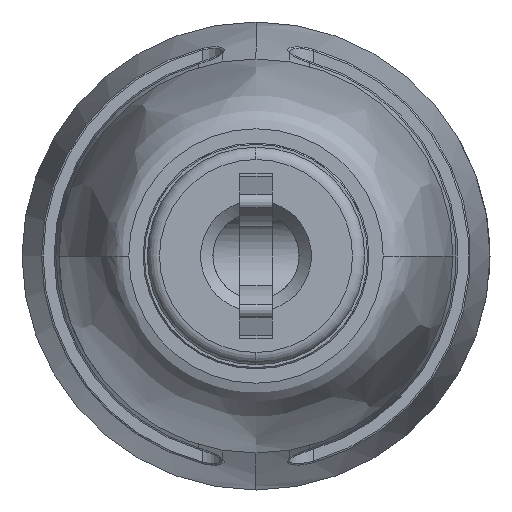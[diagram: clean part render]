
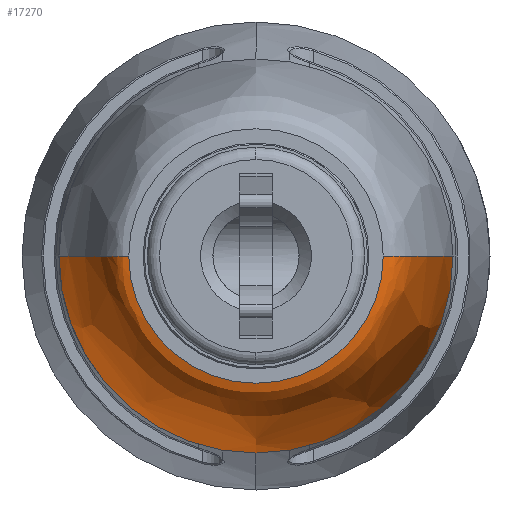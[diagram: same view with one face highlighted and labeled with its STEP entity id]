
A CAD part, left-side view. The second image highlights one B-rep face of the part: STEP entity #17270.
In plain terms, the highlighted free-form (B-spline) face has degree [3, 3] with [6, 4] control points.
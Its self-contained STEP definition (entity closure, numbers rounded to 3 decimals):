
#1076 = CARTESIAN_POINT ( 'NONE',  ( -5.178, -3.1, 0. ) ) ;
#1241 = CARTESIAN_POINT ( 'NONE',  ( -5.178, -3.1, 0. ) ) ;
#1493 = CARTESIAN_POINT ( 'NONE',  ( 0.153, -4.759, 0. ) ) ;
#1748 = CARTESIAN_POINT ( 'NONE',  ( 3.822, 4.8, 0. ) ) ;
#2209 = VERTEX_POINT ( 'NONE', #16617 ) ;
#2224 = CARTESIAN_POINT ( 'NONE',  ( 3.398, 4.8, 0. ) ) ;
#3565 = CIRCLE ( 'NONE', #12145, 3.1 ) ;
#4207 = EDGE_LOOP ( 'NONE', ( #21973, #21532, #26858, #10659, #36692 ) ) ;
#4394 = DIRECTION ( 'NONE',  ( 0., 0., 1. ) ) ;
#4532 = CARTESIAN_POINT ( 'NONE',  ( 0.153, 4.759, 0. ) ) ;
#4791 = CARTESIAN_POINT ( 'NONE',  ( -5.178, 3.1, 0. ) ) ;
#5793 = EDGE_CURVE ( 'NONE', #17393, #7942, #37758, .T. ) ;
#7495 = AXIS2_PLACEMENT_3D ( 'NONE', #31821, #34834, #19911 ) ;
#7575 = CARTESIAN_POINT ( 'NONE',  ( -3.247, -4.294, 0. ) ) ;
#7942 = VERTEX_POINT ( 'NONE', #11580 ) ;
#10068 = CARTESIAN_POINT ( 'NONE',  ( 0.153, -4.759, 0. ) ) ;
#10244 = CARTESIAN_POINT ( 'NONE',  ( -3.247, 4.294, 0. ) ) ;
#10336 = CARTESIAN_POINT ( 'NONE',  ( 3.822, -4.8, 0. ) ) ;
#10408 = DIRECTION ( 'NONE',  ( -1., 0., 0. ) ) ;
#10505 = CARTESIAN_POINT ( 'NONE',  ( 3.398, -4.8, 0. ) ) ;
#10633 = CARTESIAN_POINT ( 'NONE',  ( -5.178, 3.71, -7.421 ) ) ;
#10659 = ORIENTED_EDGE ( 'NONE', *, *, #21636, .F. ) ;
#11580 = CARTESIAN_POINT ( 'NONE',  ( -5.178, -3.1, 0. ) ) ;
#12145 = AXIS2_PLACEMENT_3D ( 'NONE', #34555, #10408, #13443 ) ;
#13099 = CARTESIAN_POINT ( 'NONE',  ( 3.822, 4.8, 0. ) ) ;
#13100 = CARTESIAN_POINT ( 'NONE',  ( -5.178, -3.71, 0. ) ) ;
#13443 = DIRECTION ( 'NONE',  ( 0., 0., 1. ) ) ;
#14407 = B_SPLINE_CURVE_WITH_KNOTS ( 'NONE', 3,
 ( #26634, #2224, #23337, #14512, #29423, #35636 ),
 .UNSPECIFIED., .F., .F.,
 ( 4, 1, 1, 4 ),
 ( 0., 0.429, 0.529, 1. ),
 .UNSPECIFIED. ) ;
#14512 = CARTESIAN_POINT ( 'NONE',  ( -3.247, 4.294, 0. ) ) ;
#15978 = CARTESIAN_POINT ( 'NONE',  ( 3.398, -4.8, 0. ) ) ;
#16617 = CARTESIAN_POINT ( 'NONE',  ( 3.822, 0., -4.8 ) ) ;
#16674 = CARTESIAN_POINT ( 'NONE',  ( -5.178, 3.1, -6.2 ) ) ;
#16807 = CARTESIAN_POINT ( 'NONE',  ( -3.247, 4.294, -8.588 ) ) ;
#17270 = ADVANCED_FACE ( 'NONE', ( #31353 ), #18593, .F. ) ;
#17393 = VERTEX_POINT ( 'NONE', #18091 ) ;
#18091 = CARTESIAN_POINT ( 'NONE',  ( 3.822, -4.8, 0. ) ) ;
#18593 =( BOUNDED_SURFACE ( )  B_SPLINE_SURFACE ( 3, 3, ( 
 ( #1748, #25652, #25517, #28828 ),
 ( #19705, #37544, #25380, #10505 ),
 ( #4532, #37670, #19580, #1493 ),
 ( #10244, #16807, #22608, #7575 ),
 ( #28695, #10633, #22879, #31753 ),
 ( #4791, #16674, #22747, #1241 ) ),
 .UNSPECIFIED., .F., .F., .F. ) 
 B_SPLINE_SURFACE_WITH_KNOTS ( ( 4, 1, 1, 4 ),
 ( 4, 4 ),
 ( 0., 0.429, 0.529, 1. ),
 ( 0., 1. ),
 .UNSPECIFIED. ) 
 GEOMETRIC_REPRESENTATION_ITEM ( )  RATIONAL_B_SPLINE_SURFACE ( (
 ( 1., 0.333, 0.333, 1.),
 ( 1., 0.333, 0.333, 1.),
 ( 1., 0.333, 0.333, 1.),
 ( 1., 0.333, 0.333, 1.),
 ( 1., 0.333, 0.333, 1.),
 ( 1., 0.333, 0.333, 1.) ) ) 
 REPRESENTATION_ITEM ( '' )  SURFACE ( )  );
#19580 = CARTESIAN_POINT ( 'NONE',  ( 0.153, -4.759, -9.518 ) ) ;
#19705 = CARTESIAN_POINT ( 'NONE',  ( 3.398, 4.8, 0. ) ) ;
#19911 = DIRECTION ( 'NONE',  ( 0., 0., 1. ) ) ;
#20191 = CIRCLE ( 'NONE', #32012, 4.8 ) ;
#21532 = ORIENTED_EDGE ( 'NONE', *, *, #5793, .T. ) ;
#21636 = EDGE_CURVE ( 'NONE', #36300, #35174, #14407, .T. ) ;
#21973 = ORIENTED_EDGE ( 'NONE', *, *, #25736, .T. ) ;
#22608 = CARTESIAN_POINT ( 'NONE',  ( -3.247, -4.294, -8.588 ) ) ;
#22747 = CARTESIAN_POINT ( 'NONE',  ( -5.178, -3.1, -6.2 ) ) ;
#22879 = CARTESIAN_POINT ( 'NONE',  ( -5.178, -3.71, -7.421 ) ) ;
#23337 = CARTESIAN_POINT ( 'NONE',  ( 0.153, 4.759, 0. ) ) ;
#25251 = CARTESIAN_POINT ( 'NONE',  ( 3.822, 0., 0. ) ) ;
#25380 = CARTESIAN_POINT ( 'NONE',  ( 3.398, -4.8, -9.6 ) ) ;
#25517 = CARTESIAN_POINT ( 'NONE',  ( 3.822, -4.8, -9.6 ) ) ;
#25652 = CARTESIAN_POINT ( 'NONE',  ( 3.822, 4.8, -9.6 ) ) ;
#25736 = EDGE_CURVE ( 'NONE', #2209, #17393, #20191, .T. ) ;
#26634 = CARTESIAN_POINT ( 'NONE',  ( 3.822, 4.8, 0. ) ) ;
#26858 = ORIENTED_EDGE ( 'NONE', *, *, #28409, .F. ) ;
#28409 = EDGE_CURVE ( 'NONE', #35174, #7942, #3565, .T. ) ;
#28695 = CARTESIAN_POINT ( 'NONE',  ( -5.178, 3.71, 0. ) ) ;
#28828 = CARTESIAN_POINT ( 'NONE',  ( 3.822, -4.8, 0. ) ) ;
#29129 = CARTESIAN_POINT ( 'NONE',  ( -5.178, 3.1, 0. ) ) ;
#29423 = CARTESIAN_POINT ( 'NONE',  ( -5.178, 3.71, 0. ) ) ;
#31180 = CARTESIAN_POINT ( 'NONE',  ( -3.247, -4.294, 0. ) ) ;
#31353 = FACE_OUTER_BOUND ( 'NONE', #4207, .T. ) ;
#31428 = EDGE_CURVE ( 'NONE', #36300, #2209, #36449, .T. ) ;
#31753 = CARTESIAN_POINT ( 'NONE',  ( -5.178, -3.71, 0. ) ) ;
#31821 = CARTESIAN_POINT ( 'NONE',  ( 3.822, 0., 0. ) ) ;
#32012 = AXIS2_PLACEMENT_3D ( 'NONE', #25251, #37798, #4394 ) ;
#34555 = CARTESIAN_POINT ( 'NONE',  ( -5.178, 0., 0. ) ) ;
#34834 = DIRECTION ( 'NONE',  ( -1., 0., 0. ) ) ;
#35174 = VERTEX_POINT ( 'NONE', #29129 ) ;
#35636 = CARTESIAN_POINT ( 'NONE',  ( -5.178, 3.1, 0. ) ) ;
#36300 = VERTEX_POINT ( 'NONE', #13099 ) ;
#36449 = CIRCLE ( 'NONE', #7495, 4.8 ) ;
#36692 = ORIENTED_EDGE ( 'NONE', *, *, #31428, .T. ) ;
#37544 = CARTESIAN_POINT ( 'NONE',  ( 3.398, 4.8, -9.6 ) ) ;
#37670 = CARTESIAN_POINT ( 'NONE',  ( 0.153, 4.759, -9.518 ) ) ;
#37758 = B_SPLINE_CURVE_WITH_KNOTS ( 'NONE', 3,
 ( #10336, #15978, #10068, #31180, #13100, #1076 ),
 .UNSPECIFIED., .F., .F.,
 ( 4, 1, 1, 4 ),
 ( 0., 0.429, 0.529, 1. ),
 .UNSPECIFIED. ) ;
#37798 = DIRECTION ( 'NONE',  ( -1., 0., 0. ) ) ;
